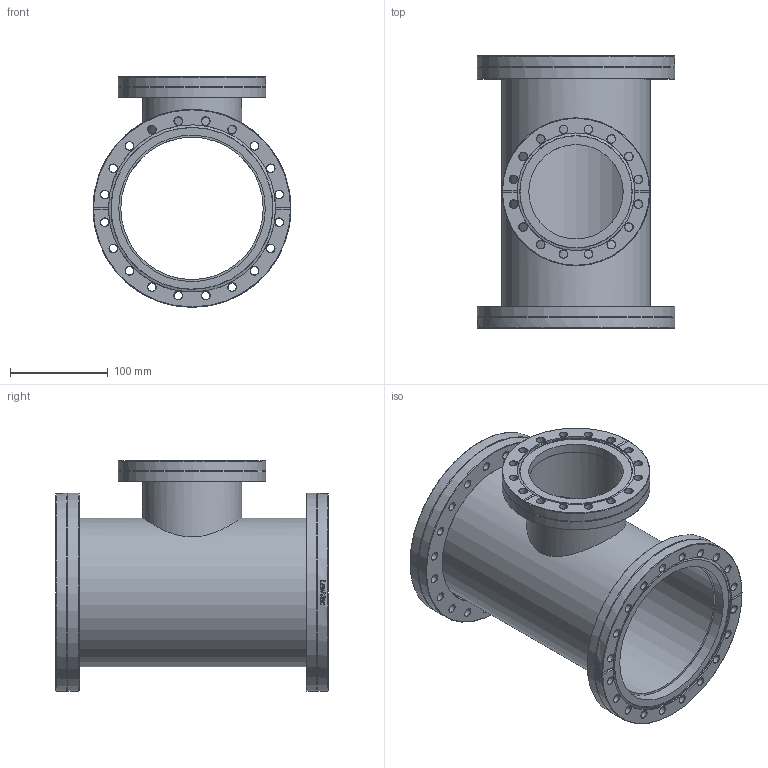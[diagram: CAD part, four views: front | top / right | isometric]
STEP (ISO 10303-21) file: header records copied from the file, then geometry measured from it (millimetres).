
FILE_DESCRIPTION(/* description */ (''),/* implementation_level */ '2;1');
FILE_NAME(/* name */ 'FL-RT160-100CF.stp',/* time_stamp */ '2018-02-22T09:56:33+00:00',/* author */ ('paul'),/* organization */ (''),/* preprocessor_version */ 'ST-DEVELOPER v16.13',/* originating_system */ 'Autodesk Inventor 2018',/* authorisation */ '');
FILE_SCHEMA (('AUTOMOTIVE_DESIGN { 1 0 10303 214 3 1 1 }'));
Length unit declared in the file: millimetre
Products named in the file (10): FL-RT160-100CF; FL-160CF-152; FL-160CFR-152; FL-160CFR OUTER; FL-160CFR-152 INNER; main tube; FL-100CFR-102; FL-100CF rotatable outer; FL-100CF rotatable inner bored for 101.6 OD tube; side tube
Assembly tree (9 placements, depth 3):
  FL-RT160-100CF
    FL-160CF-152
    FL-160CFR-152
      FL-160CFR OUTER
      FL-160CFR-152 INNER
    main tube
    FL-100CFR-102
      FL-100CF rotatable outer
      FL-100CF rotatable inner bored for 101.6 OD tube
    side tube
Bounding box: 203 x 279.4 x 236.6 mm (x, y, z)
Volume: 1175676.6 mm3; surface area: 476350.5 mm2
Topology: 7 solids, 7 shells, 518 faces, 1362 edges, 885 vertices
Faces by surface type: bspline 159, cone 133, plane 112, cylinder 111, torus 3
Full cylindrical faces by diameter (mm): 8.4 x56, 96.8 x1, 97 x1, 101.6 x2, 101.9 x1, 110.8 x1, 120.4 x1, 120.6 x1, 146 x1, 150.2 x2, 151.6 x2, 152.4 x1, 152.9 x2, 156 x1, 171.4 x3, 203 x4
Entity records: 50102 total; most frequent: CARTESIAN_POINT 38574, ORIENTED_EDGE 2176, DIRECTION 2039, EDGE_CURVE 1088, EDGE_LOOP 883, AXIS2_PLACEMENT_3D 847, VERTEX_POINT 821, FACE_OUTER_BOUND 518
